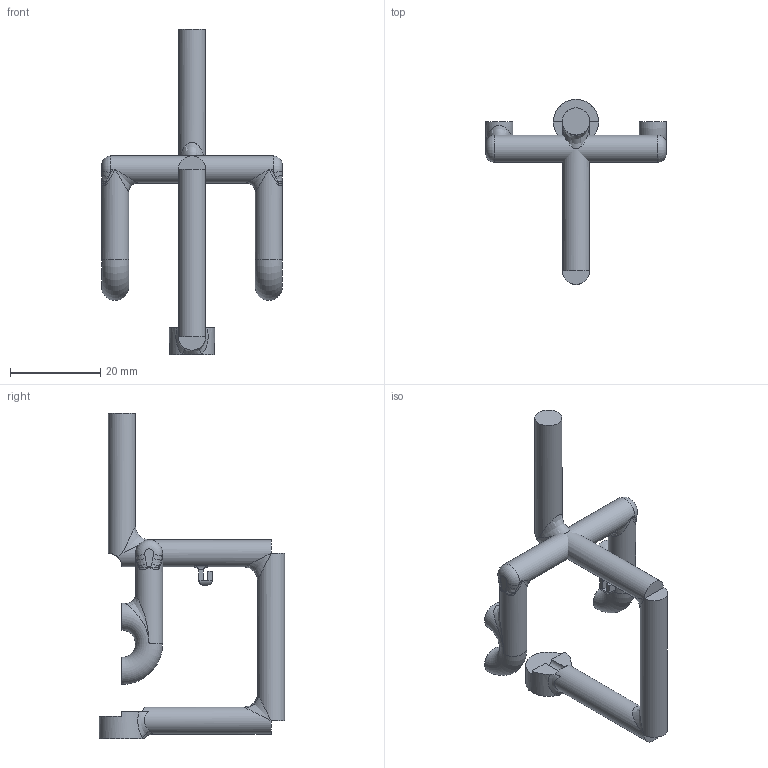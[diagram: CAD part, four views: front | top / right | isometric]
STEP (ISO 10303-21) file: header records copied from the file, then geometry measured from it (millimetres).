
FILE_DESCRIPTION(('STEP AP242'), '1');
FILE_NAME('îïîðà êà÷àíèÿ çåðêàëà', '', ('UNSPECIFIED'), ('UNSPECIFIED'), 'C3D Converter', 'C3D Toolkit', '');
FILE_SCHEMA(('AP242_MANAGED_MODEL_BASED_3D_ENGINEERING_MIM_LF { 1 0 10303 442 1 1 4 }'));
Length unit declared in the file: millimetre
Bounding box: 40 x 41 x 72 mm (x, y, z)
Volume: 6798.9 mm3; surface area: 4800 mm2
Topology: 2 solids, 2 shells, 96 faces, 230 edges, 117 vertices
Faces by surface type: plane 33, bspline 30, cylinder 26, torus 6, sphere 1
Full cylindrical faces by diameter (mm): 2 x1, 5 x1, 6 x7
Entity records: 7224 total; most frequent: CARTESIAN_POINT 5568, ORIENTED_EDGE 368, DIRECTION 260, EDGE_CURVE 184, VERTEX_POINT 112, AXIS2_PLACEMENT_3D 109, EDGE_LOOP 104, FACE_BOUND 97
